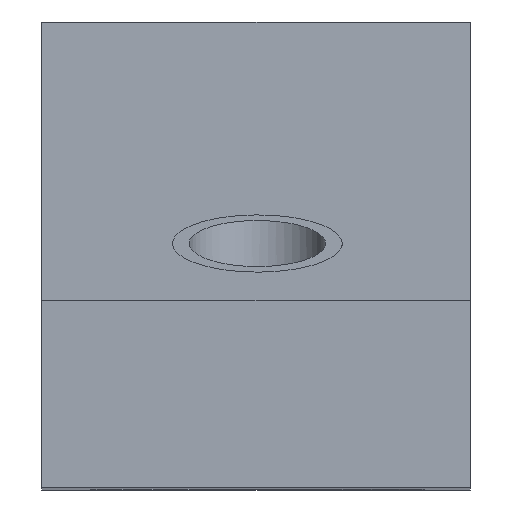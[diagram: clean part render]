
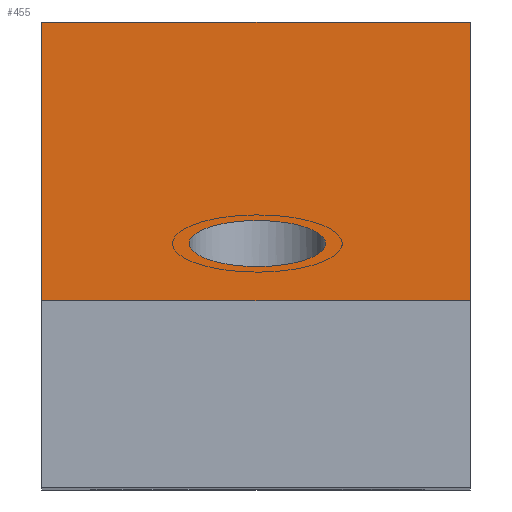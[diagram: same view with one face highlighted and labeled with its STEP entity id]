
A CAD part, top view. The second image highlights one B-rep face of the part: STEP entity #455.
In plain terms, the highlighted planar face has unit normal (0, 0.947, 0.32).
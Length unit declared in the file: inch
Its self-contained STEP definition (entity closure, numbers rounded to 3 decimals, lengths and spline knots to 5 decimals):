
#152=DIRECTION('',(0.,0.32,-0.947));
#153=VECTOR('',#152,1.28681);
#154=CARTESIAN_POINT('',(0.,0.2748,2.187));
#155=LINE('',#154,#153);
#160=CARTESIAN_POINT('',(0.4175,0.35934,1.937));
#161=CARTESIAN_POINT('',(0.4175,0.35533,1.94884));
#162=CARTESIAN_POINT('',(0.41321,0.34668,1.97443));
#163=CARTESIAN_POINT('',(0.39017,0.33459,2.01019));
#164=CARTESIAN_POINT('',(0.36044,0.3281,2.02936));
#165=CARTESIAN_POINT('',(0.33515,0.32571,2.03644));
#166=CARTESIAN_POINT('',(0.317,0.32517,2.03803));
#167=CARTESIAN_POINT('',(0.29885,0.32571,2.03644));
#168=CARTESIAN_POINT('',(0.27356,0.3281,2.02936));
#169=CARTESIAN_POINT('',(0.24383,0.33459,2.01019));
#170=CARTESIAN_POINT('',(0.22079,0.34668,1.97443));
#171=CARTESIAN_POINT('',(0.2165,0.35533,1.94884));
#172=CARTESIAN_POINT('',(0.2165,0.35934,1.937));
#174=CARTESIAN_POINT('',(0.2165,0.35934,1.937));
#175=CARTESIAN_POINT('',(0.2165,0.36334,1.92516));
#176=CARTESIAN_POINT('',(0.22079,0.37199,1.89957));
#177=CARTESIAN_POINT('',(0.24383,0.38409,1.86381));
#178=CARTESIAN_POINT('',(0.27356,0.39057,1.84464));
#179=CARTESIAN_POINT('',(0.29885,0.39296,1.83756));
#180=CARTESIAN_POINT('',(0.317,0.3935,1.83597));
#181=CARTESIAN_POINT('',(0.33515,0.39296,1.83756));
#182=CARTESIAN_POINT('',(0.36044,0.39057,1.84464));
#183=CARTESIAN_POINT('',(0.39017,0.38409,1.86381));
#184=CARTESIAN_POINT('',(0.41321,0.37199,1.89957));
#185=CARTESIAN_POINT('',(0.4175,0.36334,1.92516));
#186=CARTESIAN_POINT('',(0.4175,0.35934,1.937));
#198=DIRECTION('',(-1.,0.,0.));
#199=VECTOR('',#198,0.63);
#200=CARTESIAN_POINT('',(0.63,0.687,0.968));
#201=LINE('',#200,#199);
#290=DIRECTION('',(0.,0.32,-0.947));
#291=VECTOR('',#290,1.28681);
#292=CARTESIAN_POINT('',(0.63,0.2748,2.187));
#293=LINE('',#292,#291);
#298=DIRECTION('',(1.,0.,0.));
#299=VECTOR('',#298,0.63);
#300=CARTESIAN_POINT('',(0.,0.2748,2.187));
#301=LINE('',#300,#299);
#366=CARTESIAN_POINT('',(0.,0.2748,2.187));
#367=CARTESIAN_POINT('',(0.63,0.2748,2.187));
#368=VERTEX_POINT('',#366);
#369=VERTEX_POINT('',#367);
#370=CARTESIAN_POINT('',(0.63,0.687,0.968));
#371=VERTEX_POINT('',#370);
#372=CARTESIAN_POINT('',(0.,0.687,0.968));
#373=VERTEX_POINT('',#372);
#374=VERTEX_POINT('',#160);
#375=VERTEX_POINT('',#172);
#435=CARTESIAN_POINT('',(0.693,0.2748,2.187));
#436=DIRECTION('',(0.,-0.947,-0.32));
#437=DIRECTION('',(0.,0.32,-0.947));
#438=AXIS2_PLACEMENT_3D('',#435,#436,#437);
#439=PLANE('',#438);
#440=ORIENTED_EDGE('',*,*,#424,.T.);
#442=ORIENTED_EDGE('',*,*,#441,.F.);
#444=ORIENTED_EDGE('',*,*,#443,.F.);
#446=ORIENTED_EDGE('',*,*,#445,.F.);
#447=EDGE_LOOP('',(#440,#442,#444,#446));
#448=FACE_OUTER_BOUND('',#447,.F.);
#450=ORIENTED_EDGE('',*,*,#449,.F.);
#452=ORIENTED_EDGE('',*,*,#451,.F.);
#453=EDGE_LOOP('',(#450,#452));
#454=FACE_BOUND('',#453,.F.);
#455=ADVANCED_FACE('',(#448,#454),#439,.F.);
#173=B_SPLINE_CURVE_WITH_KNOTS('',3,(#160,#161,#162,#163,#164,#165,#166,#167,
#168,#169,#170,#171,#172),.UNSPECIFIED.,.F.,.F.,(4,1,1,1,1,1,1,1,1,1,4),(0.,
0.125,0.25,0.375,0.4375,0.5,0.5625,0.625,0.75,0.875,1.),
.UNSPECIFIED.);
#187=B_SPLINE_CURVE_WITH_KNOTS('',3,(#174,#175,#176,#177,#178,#179,#180,#181,
#182,#183,#184,#185,#186),.UNSPECIFIED.,.F.,.F.,(4,1,1,1,1,1,1,1,1,1,4),(0.,
0.125,0.25,0.375,0.4375,0.5,0.5625,0.625,0.75,0.875,1.),
.UNSPECIFIED.);
#424=EDGE_CURVE('',#368,#373,#155,.T.);
#441=EDGE_CURVE('',#371,#373,#201,.T.);
#443=EDGE_CURVE('',#369,#371,#293,.T.);
#445=EDGE_CURVE('',#368,#369,#301,.T.);
#449=EDGE_CURVE('',#374,#375,#173,.T.);
#451=EDGE_CURVE('',#375,#374,#187,.T.);
